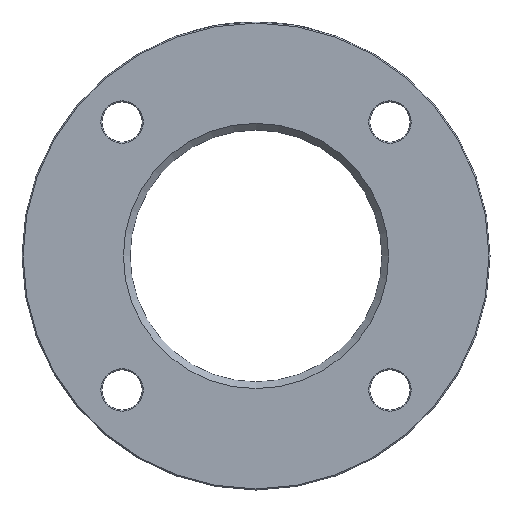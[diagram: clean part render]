
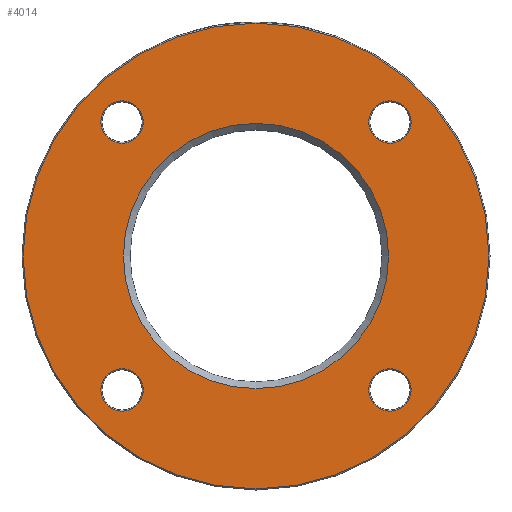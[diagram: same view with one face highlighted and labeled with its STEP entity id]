
A CAD part, left-side view. The second image highlights one B-rep face of the part: STEP entity #4014.
In plain terms, the highlighted planar face has unit normal (-1, 0, 0).
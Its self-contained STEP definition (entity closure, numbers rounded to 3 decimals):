
#58 = PLANE ( 'NONE',  #2203 ) ;
#99 = EDGE_CURVE ( 'NONE', #3967, #3967, #1153, .T. ) ;
#108 = DIRECTION ( 'NONE',  ( 0., 0., -1. ) ) ;
#187 = EDGE_CURVE ( 'NONE', #3148, #3148, #327, .T. ) ;
#221 = DIRECTION ( 'NONE',  ( 0., 0., -1. ) ) ;
#239 = AXIS2_PLACEMENT_3D ( 'NONE', #823, #1228, #2406 ) ;
#327 = CIRCLE ( 'NONE', #239, 59.5 ) ;
#329 = ORIENTED_EDGE ( 'NONE', *, *, #99, .T. ) ;
#428 = VERTEX_POINT ( 'NONE', #3574 ) ;
#561 = EDGE_LOOP ( 'NONE', ( #3264 ) ) ;
#641 = EDGE_LOOP ( 'NONE', ( #329 ) ) ;
#795 = ORIENTED_EDGE ( 'NONE', *, *, #187, .T. ) ;
#823 = CARTESIAN_POINT ( 'NONE',  ( 0., 0., 0. ) ) ;
#829 = DIRECTION ( 'NONE',  ( 1., 0., 0. ) ) ;
#875 = DIRECTION ( 'NONE',  ( 0., 0., -1. ) ) ;
#909 = EDGE_CURVE ( 'NONE', #428, #428, #1143, .T. ) ;
#920 = CARTESIAN_POINT ( 'NONE',  ( 0., 60.104, -60.104 ) ) ;
#1143 = CIRCLE ( 'NONE', #4189, 9.5 ) ;
#1153 = CIRCLE ( 'NONE', #1231, 104.5 ) ;
#1163 = EDGE_CURVE ( 'NONE', #4782, #4782, #4035, .T. ) ;
#1224 = CARTESIAN_POINT ( 'NONE',  ( 0., 60.104, -69.604 ) ) ;
#1228 = DIRECTION ( 'NONE',  ( 1., 0., 0. ) ) ;
#1231 = AXIS2_PLACEMENT_3D ( 'NONE', #4347, #3069, #4232 ) ;
#1373 = CIRCLE ( 'NONE', #1549, 9.5 ) ;
#1470 = DIRECTION ( 'NONE',  ( 1., 0., 0. ) ) ;
#1549 = AXIS2_PLACEMENT_3D ( 'NONE', #4882, #4099, #4028 ) ;
#1666 = EDGE_LOOP ( 'NONE', ( #2080 ) ) ;
#1675 = FACE_BOUND ( 'NONE', #561, .T. ) ;
#1720 = DIRECTION ( 'NONE',  ( 1., 0., 0. ) ) ;
#1847 = EDGE_LOOP ( 'NONE', ( #795 ) ) ;
#2080 = ORIENTED_EDGE ( 'NONE', *, *, #1163, .T. ) ;
#2148 = DIRECTION ( 'NONE',  ( 0., 0., -1. ) ) ;
#2203 = AXIS2_PLACEMENT_3D ( 'NONE', #4792, #4055, #108 ) ;
#2375 = CARTESIAN_POINT ( 'NONE',  ( 0., 0., -104.5 ) ) ;
#2406 = DIRECTION ( 'NONE',  ( 0., 0., -1. ) ) ;
#2433 = FACE_BOUND ( 'NONE', #1666, .T. ) ;
#2456 = FACE_OUTER_BOUND ( 'NONE', #641, .T. ) ;
#2499 = CARTESIAN_POINT ( 'NONE',  ( 0., 60.104, 50.604 ) ) ;
#2865 = FACE_BOUND ( 'NONE', #1847, .T. ) ;
#3069 = DIRECTION ( 'NONE',  ( -1., 0., 0. ) ) ;
#3148 = VERTEX_POINT ( 'NONE', #4728 ) ;
#3264 = ORIENTED_EDGE ( 'NONE', *, *, #909, .T. ) ;
#3284 = VERTEX_POINT ( 'NONE', #2499 ) ;
#3299 = EDGE_CURVE ( 'NONE', #3654, #3654, #4945, .T. ) ;
#3433 = CARTESIAN_POINT ( 'NONE',  ( 0., -60.104, -60.104 ) ) ;
#3574 = CARTESIAN_POINT ( 'NONE',  ( 0., -60.104, 50.604 ) ) ;
#3584 = FACE_BOUND ( 'NONE', #4730, .T. ) ;
#3654 = VERTEX_POINT ( 'NONE', #4925 ) ;
#3664 = CARTESIAN_POINT ( 'NONE',  ( 0., -60.104, 60.104 ) ) ;
#3833 = ORIENTED_EDGE ( 'NONE', *, *, #3299, .T. ) ;
#3951 = AXIS2_PLACEMENT_3D ( 'NONE', #920, #1720, #221 ) ;
#3967 = VERTEX_POINT ( 'NONE', #2375 ) ;
#4006 = EDGE_CURVE ( 'NONE', #3284, #3284, #1373, .T. ) ;
#4014 = ADVANCED_FACE ( 'NONE', ( #2865, #2456, #1675, #4493, #2433, #3584 ), #58, .F. ) ;
#4028 = DIRECTION ( 'NONE',  ( 0., 0., -1. ) ) ;
#4035 = CIRCLE ( 'NONE', #3951, 9.5 ) ;
#4055 = DIRECTION ( 'NONE',  ( 1., 0., 0. ) ) ;
#4099 = DIRECTION ( 'NONE',  ( 1., 0., 0. ) ) ;
#4123 = EDGE_LOOP ( 'NONE', ( #3833 ) ) ;
#4189 = AXIS2_PLACEMENT_3D ( 'NONE', #3664, #829, #875 ) ;
#4232 = DIRECTION ( 'NONE',  ( 0., 0., -1. ) ) ;
#4347 = CARTESIAN_POINT ( 'NONE',  ( 0., 0., 0. ) ) ;
#4493 = FACE_BOUND ( 'NONE', #4123, .T. ) ;
#4592 = ORIENTED_EDGE ( 'NONE', *, *, #4006, .T. ) ;
#4728 = CARTESIAN_POINT ( 'NONE',  ( 0., 0., -59.5 ) ) ;
#4730 = EDGE_LOOP ( 'NONE', ( #4592 ) ) ;
#4782 = VERTEX_POINT ( 'NONE', #1224 ) ;
#4792 = CARTESIAN_POINT ( 'NONE',  ( 0., 56.5, 0. ) ) ;
#4882 = CARTESIAN_POINT ( 'NONE',  ( 0., 60.104, 60.104 ) ) ;
#4925 = CARTESIAN_POINT ( 'NONE',  ( 0., -60.104, -69.604 ) ) ;
#4939 = AXIS2_PLACEMENT_3D ( 'NONE', #3433, #1470, #2148 ) ;
#4945 = CIRCLE ( 'NONE', #4939, 9.5 ) ;
